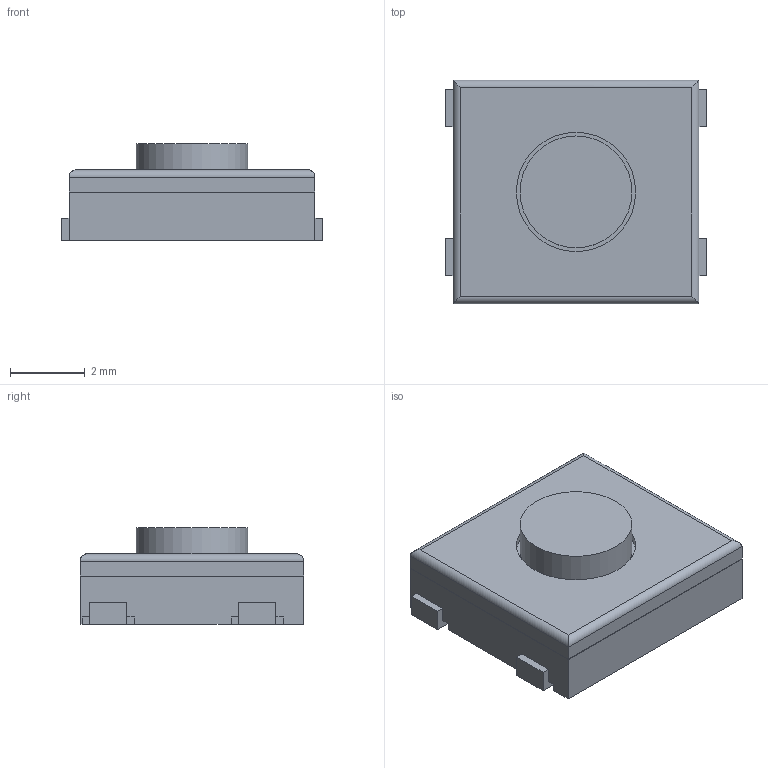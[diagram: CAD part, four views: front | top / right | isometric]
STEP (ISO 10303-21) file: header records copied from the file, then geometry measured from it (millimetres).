
FILE_DESCRIPTION(/* description */ (''),/* implementation_level */ '2;1');
FILE_NAME(/* name */ 'Glock Switch 01.stp',/* time_stamp */ '2019-10-30T11:59:57+08:00',/* author */ ('Ikin'),/* organization */ (''),/* preprocessor_version */ 'ST-DEVELOPER v16.5',/* originating_system */ 'Autodesk Inventor 2017',/* authorisation */ '');
FILE_SCHEMA (('CONFIG_CONTROL_DESIGN'));
Length unit declared in the file: millimetre
Products named in the file (1): Glock Switch 01
Bounding box: 7 x 6 x 2.6 mm (x, y, z)
Volume: 79.7 mm3; surface area: 143.6 mm2
Topology: 1 solids, 1 shells, 64 faces, 170 edges, 112 vertices
Faces by surface type: plane 58, cylinder 6
Full cylindrical faces by diameter (mm): 3 x1, 3.2 x1
Entity records: 2019 total; most frequent: CARTESIAN_POINT 345, ORIENTED_EDGE 336, DIRECTION 306, EDGE_CURVE 168, LINE 160, VECTOR 160, VERTEX_POINT 112, AXIS2_PLACEMENT_3D 73
